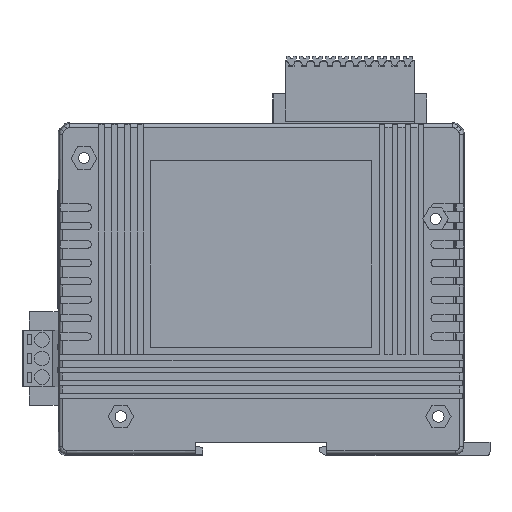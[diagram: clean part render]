
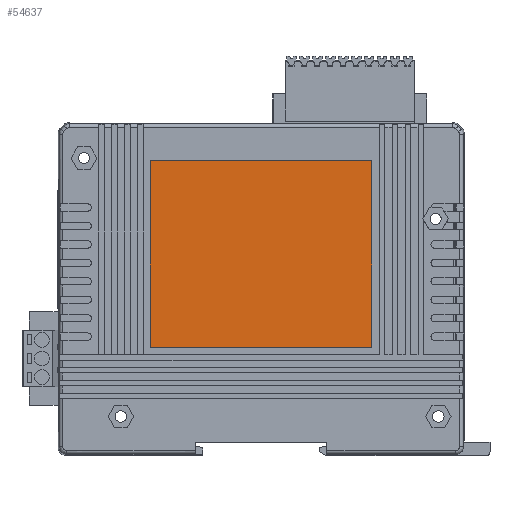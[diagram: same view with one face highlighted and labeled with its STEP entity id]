
A CAD part, left-side view. The second image highlights one B-rep face of the part: STEP entity #54637.
In plain terms, the highlighted face is planar.
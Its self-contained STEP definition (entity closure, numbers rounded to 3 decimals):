
#4506 = EDGE_CURVE ( 'NONE', #19521, #84993, #47734, .T. ) ;
#6803 = ORIENTED_EDGE ( 'NONE', *, *, #36477, .T. ) ;
#15275 = EDGE_LOOP ( 'NONE', ( #28308, #6803, #49533, #61970 ) ) ;
#19311 = LINE ( 'NONE', #33093, #114724 ) ;
#19521 = VERTEX_POINT ( 'NONE', #97923 ) ;
#21313 = AXIS2_PLACEMENT_3D ( 'NONE', #92832, #102098, #46716 ) ;
#24201 = DIRECTION ( 'NONE',  ( 0., 0., -1. ) ) ;
#25392 = EDGE_CURVE ( 'NONE', #98164, #19521, #111506, .T. ) ;
#28308 = ORIENTED_EDGE ( 'NONE', *, *, #48489, .T. ) ;
#31638 = DIRECTION ( 'NONE',  ( 0., 0., -1. ) ) ;
#33093 = CARTESIAN_POINT ( 'NONE',  ( -29.392, -16.894, -19.971 ) ) ;
#36477 = EDGE_CURVE ( 'NONE', #94472, #84993, #79288, .T. ) ;
#37409 = PLANE ( 'NONE',  #21313 ) ;
#46716 = DIRECTION ( 'NONE',  ( 0., 0., 1. ) ) ;
#47734 = LINE ( 'NONE', #77721, #72330 ) ;
#48489 = EDGE_CURVE ( 'NONE', #98164, #94472, #19311, .T. ) ;
#49533 = ORIENTED_EDGE ( 'NONE', *, *, #4506, .F. ) ;
#54637 = ADVANCED_FACE ( 'NONE', ( #99844 ), #37409, .T. ) ;
#54699 = VECTOR ( 'NONE', #95076, 1000. ) ;
#61970 = ORIENTED_EDGE ( 'NONE', *, *, #25392, .F. ) ;
#67182 = CARTESIAN_POINT ( 'NONE',  ( -29.392, -16.894, -70.429 ) ) ;
#72330 = VECTOR ( 'NONE', #31638, 1000. ) ;
#74286 = DIRECTION ( 'NONE',  ( -1., 0., 0. ) ) ;
#77721 = CARTESIAN_POINT ( 'NONE',  ( -89.392, -16.894, -19.971 ) ) ;
#79288 = LINE ( 'NONE', #67182, #54699 ) ;
#81147 = VECTOR ( 'NONE', #74286, 1000. ) ;
#84993 = VERTEX_POINT ( 'NONE', #87224 ) ;
#87224 = CARTESIAN_POINT ( 'NONE',  ( -89.392, -16.894, -70.429 ) ) ;
#90773 = CARTESIAN_POINT ( 'NONE',  ( -29.392, -16.894, -70.429 ) ) ;
#92832 = CARTESIAN_POINT ( 'NONE',  ( -29.392, -16.894, -70.429 ) ) ;
#94472 = VERTEX_POINT ( 'NONE', #90773 ) ;
#95076 = DIRECTION ( 'NONE',  ( -1., 0., 0. ) ) ;
#97923 = CARTESIAN_POINT ( 'NONE',  ( -89.392, -16.894, -19.971 ) ) ;
#98164 = VERTEX_POINT ( 'NONE', #112100 ) ;
#99844 = FACE_OUTER_BOUND ( 'NONE', #15275, .T. ) ;
#101396 = CARTESIAN_POINT ( 'NONE',  ( -29.392, -16.894, -19.971 ) ) ;
#102098 = DIRECTION ( 'NONE',  ( 0., 1., 0. ) ) ;
#111506 = LINE ( 'NONE', #101396, #81147 ) ;
#112100 = CARTESIAN_POINT ( 'NONE',  ( -29.392, -16.894, -19.971 ) ) ;
#114724 = VECTOR ( 'NONE', #24201, 1000. ) ;
